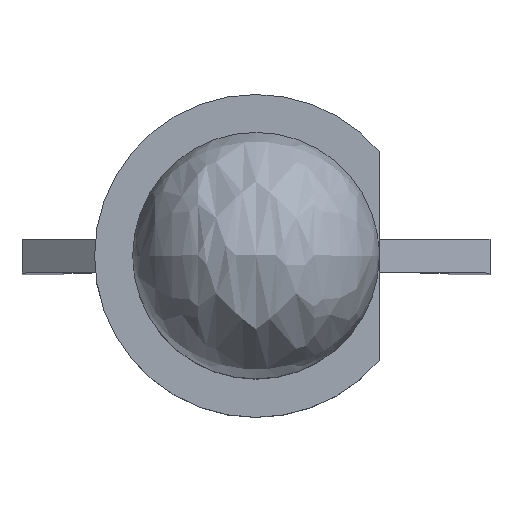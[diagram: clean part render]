
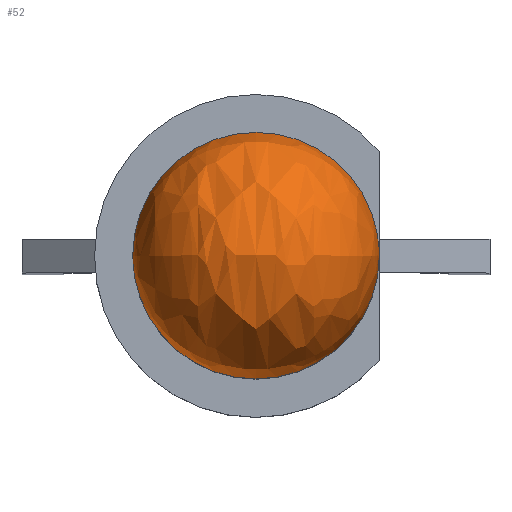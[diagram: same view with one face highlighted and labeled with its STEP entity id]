
A CAD part, top view. The second image highlights one B-rep face of the part: STEP entity #52.
In plain terms, the highlighted free-form (B-spline) face has degree [3, 3] with [4, 4] control points.
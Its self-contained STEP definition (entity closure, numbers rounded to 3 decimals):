
#39 = CARTESIAN_POINT ( 'NONE',  ( 1.47, 2.94, 13.83 ) ) ;
#52 = ADVANCED_FACE ( 'NONE', ( #432 ), #701, .F. ) ;
#87 = DIRECTION ( 'NONE',  ( 0., 0., -1. ) ) ;
#100 = CARTESIAN_POINT ( 'NONE',  ( 1.47, 0., 13.83 ) ) ;
#113 = ORIENTED_EDGE ( 'NONE', *, *, #198, .T. ) ;
#117 = CARTESIAN_POINT ( 'NONE',  ( -1.47, -2.94, 19.71 ) ) ;
#130 = AXIS2_PLACEMENT_3D ( 'NONE', #722, #206, #575 ) ;
#135 = CARTESIAN_POINT ( 'NONE',  ( -1.47, 0., 13.83 ) ) ;
#154 = DIRECTION ( 'NONE',  ( 1., 0., 0. ) ) ;
#198 = EDGE_CURVE ( 'NONE', #318, #334, #1110, .T. ) ;
#202 = CARTESIAN_POINT ( 'NONE',  ( -1.47, 2.94, 19.71 ) ) ;
#206 = DIRECTION ( 'NONE',  ( 0., 0., -1. ) ) ;
#257 = EDGE_CURVE ( 'NONE', #334, #318, #341, .T. ) ;
#277 = CARTESIAN_POINT ( 'NONE',  ( 1.47, -2.94, 19.71 ) ) ;
#300 = CARTESIAN_POINT ( 'NONE',  ( 1.47, 0., 13.83 ) ) ;
#318 = VERTEX_POINT ( 'NONE', #135 ) ;
#334 = VERTEX_POINT ( 'NONE', #703 ) ;
#341 = CIRCLE ( 'NONE', #130, 1.47 ) ;
#390 = CARTESIAN_POINT ( 'NONE',  ( 1.47, -2.94, 13.83 ) ) ;
#432 = FACE_OUTER_BOUND ( 'NONE', #1120, .T. ) ;
#435 = AXIS2_PLACEMENT_3D ( 'NONE', #1002, #87, #154 ) ;
#470 = CARTESIAN_POINT ( 'NONE',  ( 1.47, 0., 13.83 ) ) ;
#484 = CARTESIAN_POINT ( 'NONE',  ( -1.47, 0., 13.83 ) ) ;
#575 = DIRECTION ( 'NONE',  ( 1., 0., 0. ) ) ;
#577 = CARTESIAN_POINT ( 'NONE',  ( -1.47, 0., 13.83 ) ) ;
#636 = CARTESIAN_POINT ( 'NONE',  ( -1.47, 0., 13.83 ) ) ;
#652 = ORIENTED_EDGE ( 'NONE', *, *, #257, .T. ) ;
#701 =( BOUNDED_SURFACE ( )  B_SPLINE_SURFACE ( 3, 3, ( 
 ( #470, #753, #100, #300 ),
 ( #39, #846, #277, #390 ),
 ( #947, #202, #117, #1107 ),
 ( #636, #484, #577, #832 ) ),
 .UNSPECIFIED., .F., .F., .F. ) 
 B_SPLINE_SURFACE_WITH_KNOTS ( ( 4, 4 ),
 ( 4, 4 ),
 ( 0., 1. ),
 ( 0., 1. ),
 .UNSPECIFIED. ) 
 GEOMETRIC_REPRESENTATION_ITEM ( )  RATIONAL_B_SPLINE_SURFACE ( (
 ( 1., 0.333, 0.333, 1.),
 ( 0.333, 0.111, 0.111, 0.333),
 ( 0.333, 0.111, 0.111, 0.333),
 ( 1., 0.333, 0.333, 1.) ) ) 
 REPRESENTATION_ITEM ( '' )  SURFACE ( )  );
#703 = CARTESIAN_POINT ( 'NONE',  ( 1.47, 0., 13.83 ) ) ;
#722 = CARTESIAN_POINT ( 'NONE',  ( 0., 0., 13.83 ) ) ;
#753 = CARTESIAN_POINT ( 'NONE',  ( 1.47, 0., 13.83 ) ) ;
#832 = CARTESIAN_POINT ( 'NONE',  ( -1.47, 0., 13.83 ) ) ;
#846 = CARTESIAN_POINT ( 'NONE',  ( 1.47, 2.94, 19.71 ) ) ;
#947 = CARTESIAN_POINT ( 'NONE',  ( -1.47, 2.94, 13.83 ) ) ;
#1002 = CARTESIAN_POINT ( 'NONE',  ( 0., 0., 13.83 ) ) ;
#1107 = CARTESIAN_POINT ( 'NONE',  ( -1.47, -2.94, 13.83 ) ) ;
#1110 = CIRCLE ( 'NONE', #435, 1.47 ) ;
#1120 = EDGE_LOOP ( 'NONE', ( #113, #652 ) ) ;
